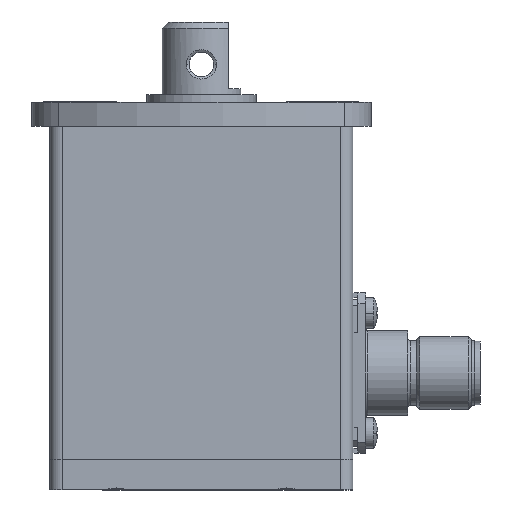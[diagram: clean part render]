
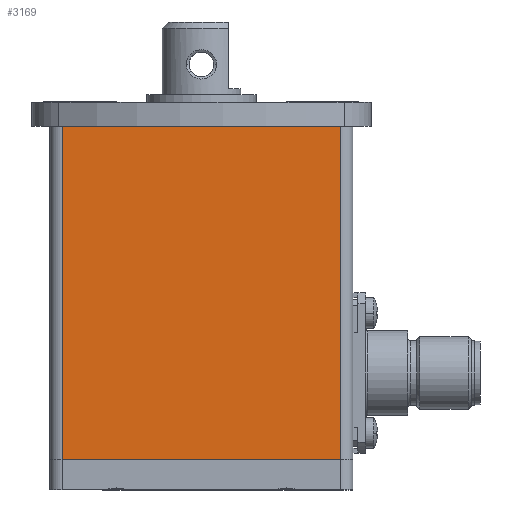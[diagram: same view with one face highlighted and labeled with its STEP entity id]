
A CAD part, front view. The second image highlights one B-rep face of the part: STEP entity #3169.
In plain terms, the highlighted planar face has unit normal (0, -1, 0).
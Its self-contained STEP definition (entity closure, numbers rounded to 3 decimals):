
#1423 = PLANE ( 'NONE',  #2727 ) ;
#1639 = ORIENTED_EDGE ( 'NONE', *, *, #9600, .F. ) ;
#2475 = ORIENTED_EDGE ( 'NONE', *, *, #14259, .F. ) ;
#2727 = AXIS2_PLACEMENT_3D ( 'NONE', #8027, #6339, #12813 ) ;
#3139 = EDGE_CURVE ( 'NONE', #8217, #19250, #3500, .T. ) ;
#3169 = ADVANCED_FACE ( 'NONE', ( #7073 ), #1423, .F. ) ;
#3450 = CARTESIAN_POINT ( 'NONE',  ( 48., 0., 54. ) ) ;
#3500 = LINE ( 'NONE', #4692, #11658 ) ;
#4692 = CARTESIAN_POINT ( 'NONE',  ( 48., 0., 57. ) ) ;
#5670 = LINE ( 'NONE', #9119, #9228 ) ;
#6339 = DIRECTION ( 'NONE',  ( 0., 1., 0. ) ) ;
#7073 = FACE_OUTER_BOUND ( 'NONE', #8366, .T. ) ;
#7323 = ORIENTED_EDGE ( 'NONE', *, *, #20343, .T. ) ;
#7556 = DIRECTION ( 'NONE',  ( -1., 0., 0. ) ) ;
#7974 = CARTESIAN_POINT ( 'NONE',  ( 48., 0., -1. ) ) ;
#8027 = CARTESIAN_POINT ( 'NONE',  ( 0., 0., 57. ) ) ;
#8184 = CARTESIAN_POINT ( 'NONE',  ( 2., 0., 57. ) ) ;
#8217 = VERTEX_POINT ( 'NONE', #7974 ) ;
#8250 = DIRECTION ( 'NONE',  ( 0., 0., -1. ) ) ;
#8302 = VERTEX_POINT ( 'NONE', #18099 ) ;
#8366 = EDGE_LOOP ( 'NONE', ( #1639, #7323, #2475, #13947 ) ) ;
#8704 = LINE ( 'NONE', #8184, #11284 ) ;
#9119 = CARTESIAN_POINT ( 'NONE',  ( 50., 0., -1. ) ) ;
#9228 = VECTOR ( 'NONE', #7556, 1000. ) ;
#9600 = EDGE_CURVE ( 'NONE', #8302, #19250, #13876, .T. ) ;
#10440 = CARTESIAN_POINT ( 'NONE',  ( 2., 0., -1. ) ) ;
#11284 = VECTOR ( 'NONE', #8250, 1000. ) ;
#11658 = VECTOR ( 'NONE', #17754, 1000. ) ;
#12813 = DIRECTION ( 'NONE',  ( 0., 0., 1. ) ) ;
#13876 = LINE ( 'NONE', #18484, #15650 ) ;
#13947 = ORIENTED_EDGE ( 'NONE', *, *, #3139, .T. ) ;
#14259 = EDGE_CURVE ( 'NONE', #8217, #20840, #5670, .T. ) ;
#15650 = VECTOR ( 'NONE', #16904, 1000. ) ;
#16904 = DIRECTION ( 'NONE',  ( 1., 0., 0. ) ) ;
#17754 = DIRECTION ( 'NONE',  ( 0., 0., 1. ) ) ;
#18099 = CARTESIAN_POINT ( 'NONE',  ( 2., 0., 54. ) ) ;
#18484 = CARTESIAN_POINT ( 'NONE',  ( 0., 0., 54. ) ) ;
#19250 = VERTEX_POINT ( 'NONE', #3450 ) ;
#20343 = EDGE_CURVE ( 'NONE', #8302, #20840, #8704, .T. ) ;
#20840 = VERTEX_POINT ( 'NONE', #10440 ) ;
